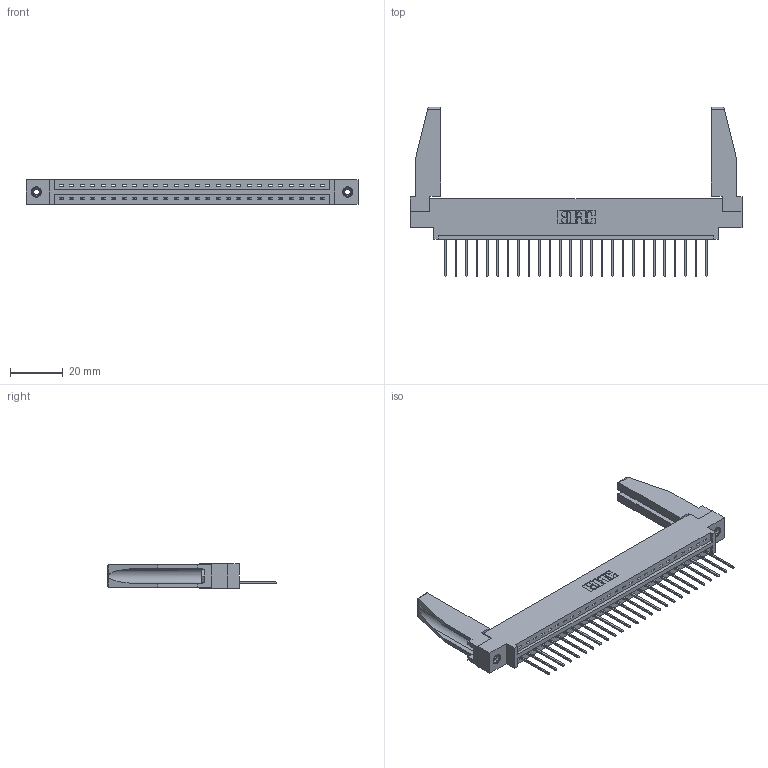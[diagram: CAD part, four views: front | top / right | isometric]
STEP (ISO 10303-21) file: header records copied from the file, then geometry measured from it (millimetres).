
FILE_DESCRIPTION (( 'STEP AP203' ), '1' );
FILE_NAME ('337-026-540-678.STEP', '2019-09-30T18:46:11', ( '' ), ( '' ), 'SwSTEP 2.0', 'SolidWorks 2016', '' );
FILE_SCHEMA (( 'CONFIG_CONTROL_DESIGN' ));
Length unit declared in the file: inch
Products named in the file (5): 337-026-540-678; 345-292-001_345-293-140; 345-250-001_345-250-001-102; 307-220-078; 337 Part_0.170 Offset - 0.156 Dia-TI
Assembly tree (31 placements, depth 2):
  337-026-540-678
    337 Part_0.170 Offset - 0.156 Dia-TI
    345-292-001_345-293-140  x26
    345-250-001_345-250-001-102  x2
    307-220-078  x2
Bounding box: 126.03 x 64.27 x 9.4 mm (x, y, z)
Volume: 16810 mm3; surface area: 17350 mm2
Topology: 31 solids, 31 shells, 1860 faces, 5541 edges, 3650 vertices
Faces by surface type: plane 1354, cylinder 490, cone 12, torus 4
Entity records: 23986 total; most frequent: CARTESIAN_POINT 4170, ORIENTED_EDGE 4088, DIRECTION 3552, EDGE_CURVE 2044, LINE 1878, VECTOR 1878, VERTEX_POINT 1356, AXIS2_PLACEMENT_3D 837
